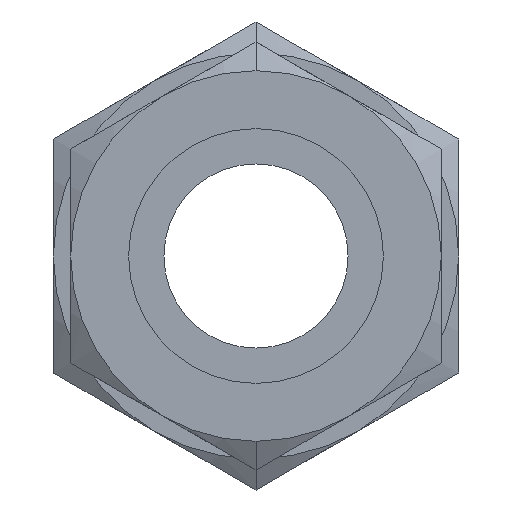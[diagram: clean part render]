
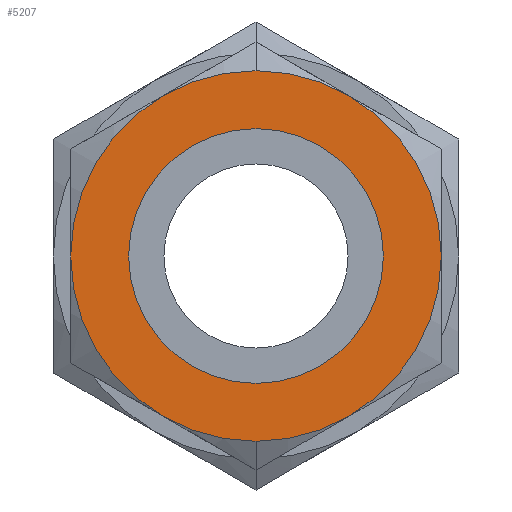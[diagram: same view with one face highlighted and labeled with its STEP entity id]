
A CAD part, left-side view. The second image highlights one B-rep face of the part: STEP entity #5207.
In plain terms, the highlighted planar face has unit normal (-1, 0, 0).
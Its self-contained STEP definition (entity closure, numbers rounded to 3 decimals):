
#32 = DIRECTION ( 'NONE',  ( 1., 0., 0. ) ) ;
#606 = EDGE_LOOP ( 'NONE', ( #8571, #5719 ) ) ;
#859 = VERTEX_POINT ( 'NONE', #3186 ) ;
#919 = CARTESIAN_POINT ( 'NONE',  ( 0., 0., 16. ) ) ;
#1291 = AXIS2_PLACEMENT_3D ( 'NONE', #8125, #3523, #5116 ) ;
#1645 = DIRECTION ( 'NONE',  ( 0., 0., 1. ) ) ;
#1888 = ORIENTED_EDGE ( 'NONE', *, *, #8980, .F. ) ;
#1890 = CARTESIAN_POINT ( 'NONE',  ( 0., 0., 0. ) ) ;
#1992 = DIRECTION ( 'NONE',  ( 0., 0., 1. ) ) ;
#2026 = DIRECTION ( 'NONE',  ( -1., 0., 0. ) ) ;
#2241 = AXIS2_PLACEMENT_3D ( 'NONE', #3440, #5086, #1992 ) ;
#2283 = CARTESIAN_POINT ( 'NONE',  ( 0., 0., 0. ) ) ;
#2846 = CIRCLE ( 'NONE', #2241, 11. ) ;
#3005 = AXIS2_PLACEMENT_3D ( 'NONE', #2283, #32, #1645 ) ;
#3186 = CARTESIAN_POINT ( 'NONE',  ( 0., 0., -16. ) ) ;
#3280 = DIRECTION ( 'NONE',  ( 0., 0., 1. ) ) ;
#3344 = DIRECTION ( 'NONE',  ( 0., 0., -1. ) ) ;
#3440 = CARTESIAN_POINT ( 'NONE',  ( 0., 0., 0. ) ) ;
#3523 = DIRECTION ( 'NONE',  ( 1., 0., 0. ) ) ;
#4421 = EDGE_CURVE ( 'NONE', #859, #7878, #4539, .T. ) ;
#4539 = CIRCLE ( 'NONE', #1291, 16. ) ;
#4665 = CARTESIAN_POINT ( 'NONE',  ( 0., 0., 11. ) ) ;
#4841 = AXIS2_PLACEMENT_3D ( 'NONE', #8616, #2026, #3280 ) ;
#4916 = EDGE_CURVE ( 'NONE', #6161, #8374, #6840, .T. ) ;
#5086 = DIRECTION ( 'NONE',  ( 1., 0., 0. ) ) ;
#5116 = DIRECTION ( 'NONE',  ( 0., 0., -1. ) ) ;
#5207 = ADVANCED_FACE ( 'NONE', ( #8664, #6375 ), #6286, .T. ) ;
#5719 = ORIENTED_EDGE ( 'NONE', *, *, #8937, .T. ) ;
#5764 = AXIS2_PLACEMENT_3D ( 'NONE', #1890, #8578, #3344 ) ;
#6060 = ORIENTED_EDGE ( 'NONE', *, *, #4421, .F. ) ;
#6161 = VERTEX_POINT ( 'NONE', #9006 ) ;
#6286 = PLANE ( 'NONE',  #4841 ) ;
#6338 = EDGE_LOOP ( 'NONE', ( #1888, #6060 ) ) ;
#6375 = FACE_OUTER_BOUND ( 'NONE', #6338, .T. ) ;
#6840 = CIRCLE ( 'NONE', #5764, 11. ) ;
#7878 = VERTEX_POINT ( 'NONE', #919 ) ;
#8125 = CARTESIAN_POINT ( 'NONE',  ( 0., 0., 0. ) ) ;
#8374 = VERTEX_POINT ( 'NONE', #4665 ) ;
#8571 = ORIENTED_EDGE ( 'NONE', *, *, #4916, .T. ) ;
#8578 = DIRECTION ( 'NONE',  ( 1., 0., 0. ) ) ;
#8616 = CARTESIAN_POINT ( 'NONE',  ( 0., 0., 8. ) ) ;
#8664 = FACE_BOUND ( 'NONE', #606, .T. ) ;
#8893 = CIRCLE ( 'NONE', #3005, 16. ) ;
#8937 = EDGE_CURVE ( 'NONE', #8374, #6161, #2846, .T. ) ;
#8980 = EDGE_CURVE ( 'NONE', #7878, #859, #8893, .T. ) ;
#9006 = CARTESIAN_POINT ( 'NONE',  ( 0., 0., -11. ) ) ;
